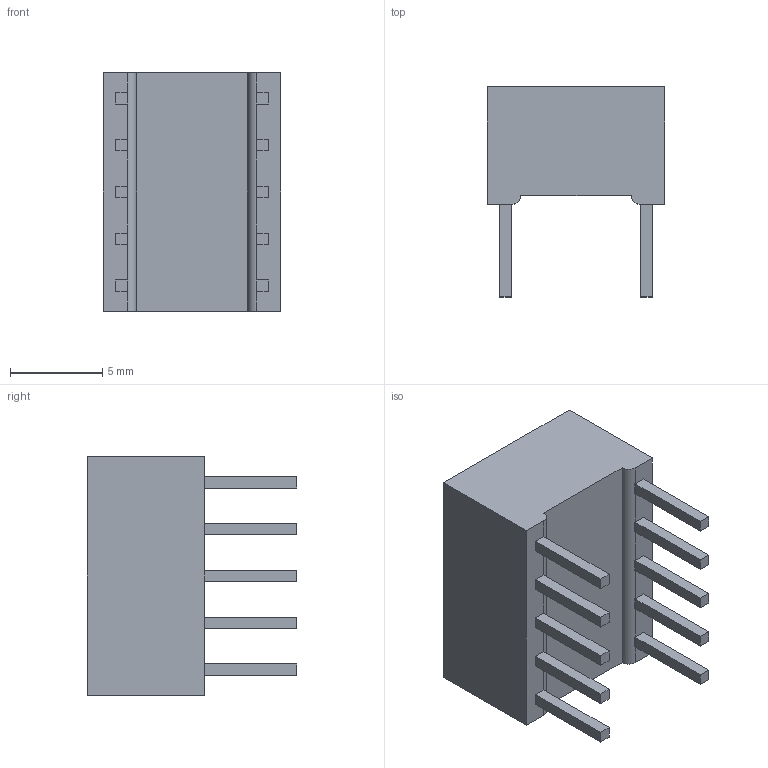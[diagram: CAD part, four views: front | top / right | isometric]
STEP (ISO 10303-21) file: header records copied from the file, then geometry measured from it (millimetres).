
FILE_DESCRIPTION (( 'STEP AP214' ), '1' );
FILE_NAME ('7seg.STEP', '2020-10-19T18:28:08', ( '' ), ( '' ), 'SwSTEP 2.0', 'SolidWorks 2019', '' );
FILE_SCHEMA (( 'AUTOMOTIVE_DESIGN' ));
Length unit declared in the file: millimetre
Products named in the file (1): 7seg
Bounding box: 9.63 x 11.36 x 12.9 mm (x, y, z)
Volume: 754.4 mm3; surface area: 703.7 mm2
Topology: 1 solids, 1 shells, 122 faces, 316 edges, 204 vertices
Faces by surface type: plane 118, cylinder 4
Entity records: 4872 total; most frequent: CARTESIAN_POINT 643, ORIENTED_EDGE 632, DIRECTION 570, EDGE_CURVE 316, LINE 308, VECTOR 308, VERTEX_POINT 204, AXIS2_PLACEMENT_3D 131
